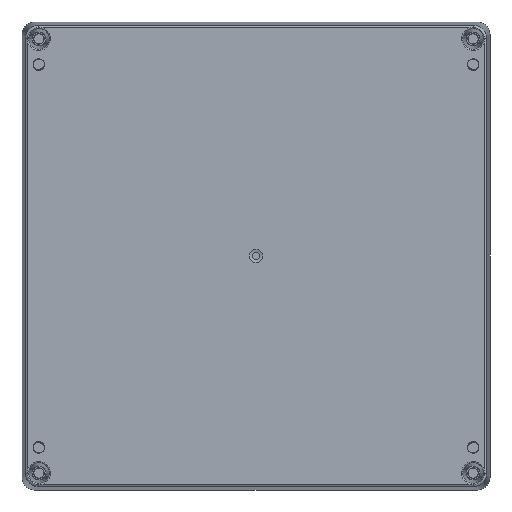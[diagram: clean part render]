
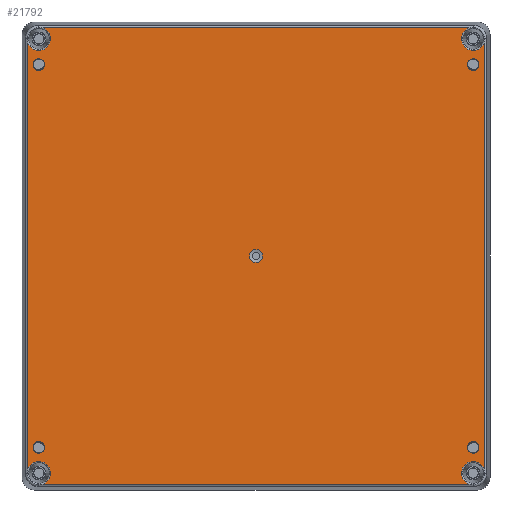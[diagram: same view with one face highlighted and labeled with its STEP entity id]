
A CAD part, front view. The second image highlights one B-rep face of the part: STEP entity #21792.
In plain terms, the highlighted planar face has unit normal (0, -1, 0).
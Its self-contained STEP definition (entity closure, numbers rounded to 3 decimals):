
#868=FACE_BOUND('',#7003,.T.);
#869=FACE_BOUND('',#7004,.T.);
#870=FACE_BOUND('',#7005,.T.);
#871=FACE_BOUND('',#7006,.T.);
#872=FACE_BOUND('',#7007,.T.);
#2092=LINE('',#32027,#3701);
#2094=LINE('',#32151,#3703);
#2097=LINE('',#32290,#3706);
#2098=LINE('',#32368,#3707);
#3701=VECTOR('',#25688,10.);
#3703=VECTOR('',#25706,10.);
#3706=VECTOR('',#25725,10.);
#3707=VECTOR('',#25736,10.);
#5079=PLANE('',#23372);
#5646=FACE_OUTER_BOUND('',#7002,.T.);
#7002=EDGE_LOOP('',(#15395,#15396,#15397,#15398,#15399,#15400,#15401,#15402,
#15403,#15404));
#7003=EDGE_LOOP('',(#15405));
#7004=EDGE_LOOP('',(#15406));
#7005=EDGE_LOOP('',(#15407));
#7006=EDGE_LOOP('',(#15408));
#7007=EDGE_LOOP('',(#15409));
#8424=CIRCLE('',#23306,2.5);
#8449=CIRCLE('',#23347,4.493);
#8453=CIRCLE('',#23354,4.493);
#8455=CIRCLE('',#23356,4.493);
#8458=CIRCLE('',#23362,4.493);
#8462=CIRCLE('',#23369,4.493);
#8464=CIRCLE('',#23371,4.493);
#8465=CIRCLE('',#23373,2.262);
#8466=CIRCLE('',#23374,2.262);
#8467=CIRCLE('',#23375,2.262);
#8468=CIRCLE('',#23376,2.262);
#9632=VERTEX_POINT('',#31828);
#9658=VERTEX_POINT('',#31909);
#9659=VERTEX_POINT('',#31918);
#9663=VERTEX_POINT('',#32026);
#9666=VERTEX_POINT('',#32041);
#9667=VERTEX_POINT('',#32044);
#9670=VERTEX_POINT('',#32150);
#9674=VERTEX_POINT('',#32166);
#9675=VERTEX_POINT('',#32175);
#9680=VERTEX_POINT('',#32292);
#9681=VERTEX_POINT('',#32295);
#9683=VERTEX_POINT('',#32369);
#9684=VERTEX_POINT('',#32371);
#9685=VERTEX_POINT('',#32373);
#9686=VERTEX_POINT('',#32375);
#11837=EDGE_CURVE('',#9632,#9632,#8424,.T.);
#11874=EDGE_CURVE('',#9658,#9659,#8449,.T.);
#11880=EDGE_CURVE('',#9659,#9663,#2092,.T.);
#11884=EDGE_CURVE('',#9663,#9666,#8453,.T.);
#11886=EDGE_CURVE('',#9666,#9667,#8455,.T.);
#11891=EDGE_CURVE('',#9667,#9670,#2094,.T.);
#11896=EDGE_CURVE('',#9674,#9675,#8458,.T.);
#11905=EDGE_CURVE('',#9675,#9658,#2097,.T.);
#11906=EDGE_CURVE('',#9670,#9680,#8462,.T.);
#11908=EDGE_CURVE('',#9680,#9681,#8464,.T.);
#11911=EDGE_CURVE('',#9681,#9674,#2098,.T.);
#11912=EDGE_CURVE('',#9683,#9683,#8465,.F.);
#11913=EDGE_CURVE('',#9684,#9684,#8466,.F.);
#11914=EDGE_CURVE('',#9685,#9685,#8467,.F.);
#11915=EDGE_CURVE('',#9686,#9686,#8468,.F.);
#15395=ORIENTED_EDGE('',*,*,#11874,.F.);
#15396=ORIENTED_EDGE('',*,*,#11905,.F.);
#15397=ORIENTED_EDGE('',*,*,#11896,.F.);
#15398=ORIENTED_EDGE('',*,*,#11911,.F.);
#15399=ORIENTED_EDGE('',*,*,#11908,.F.);
#15400=ORIENTED_EDGE('',*,*,#11906,.F.);
#15401=ORIENTED_EDGE('',*,*,#11891,.F.);
#15402=ORIENTED_EDGE('',*,*,#11886,.F.);
#15403=ORIENTED_EDGE('',*,*,#11884,.F.);
#15404=ORIENTED_EDGE('',*,*,#11880,.F.);
#15405=ORIENTED_EDGE('',*,*,#11837,.T.);
#15406=ORIENTED_EDGE('',*,*,#11912,.T.);
#15407=ORIENTED_EDGE('',*,*,#11913,.T.);
#15408=ORIENTED_EDGE('',*,*,#11914,.T.);
#15409=ORIENTED_EDGE('',*,*,#11915,.T.);
#21792=ADVANCED_FACE('',(#5646,#868,#869,#870,#871,#872),#5079,.T.);
#23306=AXIS2_PLACEMENT_3D('',#31829,#25586,#25587);
#23347=AXIS2_PLACEMENT_3D('',#31919,#25678,#25679);
#23354=AXIS2_PLACEMENT_3D('',#32042,#25694,#25695);
#23356=AXIS2_PLACEMENT_3D('',#32045,#25698,#25699);
#23362=AXIS2_PLACEMENT_3D('',#32176,#25712,#25713);
#23369=AXIS2_PLACEMENT_3D('',#32293,#25728,#25729);
#23371=AXIS2_PLACEMENT_3D('',#32296,#25732,#25733);
#23372=AXIS2_PLACEMENT_3D('',#32367,#25734,#25735);
#23373=AXIS2_PLACEMENT_3D('',#32370,#25737,#25738);
#23374=AXIS2_PLACEMENT_3D('',#32372,#25739,#25740);
#23375=AXIS2_PLACEMENT_3D('',#32374,#25741,#25742);
#23376=AXIS2_PLACEMENT_3D('',#32376,#25743,#25744);
#25586=DIRECTION('center_axis',(0.,1.,0.));
#25587=DIRECTION('ref_axis',(-1.,0.,0.));
#25678=DIRECTION('center_axis',(0.,-1.,0.));
#25679=DIRECTION('ref_axis',(-1.,0.,0.));
#25688=DIRECTION('',(0.,0.,1.));
#25694=DIRECTION('center_axis',(0.,-1.,0.));
#25695=DIRECTION('ref_axis',(-1.,0.,0.));
#25698=DIRECTION('center_axis',(0.,-1.,0.));
#25699=DIRECTION('ref_axis',(-1.,0.,0.));
#25706=DIRECTION('',(1.,0.,0.));
#25712=DIRECTION('center_axis',(0.,-1.,0.));
#25713=DIRECTION('ref_axis',(1.,0.,0.));
#25725=DIRECTION('',(-1.,0.,0.));
#25728=DIRECTION('center_axis',(0.,-1.,0.));
#25729=DIRECTION('ref_axis',(1.,0.,0.));
#25732=DIRECTION('center_axis',(0.,-1.,0.));
#25733=DIRECTION('ref_axis',(1.,0.,0.));
#25734=DIRECTION('center_axis',(0.,-1.,0.));
#25735=DIRECTION('ref_axis',(0.,0.,-1.));
#25736=DIRECTION('',(0.,0.,-1.));
#25737=DIRECTION('center_axis',(0.,-1.,0.));
#25738=DIRECTION('ref_axis',(1.,0.,0.));
#25739=DIRECTION('center_axis',(0.,-1.,0.));
#25740=DIRECTION('ref_axis',(-1.,0.,0.));
#25741=DIRECTION('center_axis',(0.,-1.,0.));
#25742=DIRECTION('ref_axis',(1.,0.,0.));
#25743=DIRECTION('center_axis',(0.,-1.,0.));
#25744=DIRECTION('ref_axis',(-1.,0.,0.));
#31828=CARTESIAN_POINT('',(2.5,-75.1,0.));
#31829=CARTESIAN_POINT('Origin',(0.,-75.1,0.));
#31909=CARTESIAN_POINT('',(-81.921,-75.1,-87.706));
#31918=CARTESIAN_POINT('',(-87.706,-75.1,-81.921));
#31919=CARTESIAN_POINT('Origin',(-83.5,-75.1,-83.5));
#32026=CARTESIAN_POINT('',(-87.706,-75.1,81.921));
#32027=CARTESIAN_POINT('',(-87.706,-75.1,-45.));
#32041=CARTESIAN_POINT('',(-83.5,-75.1,79.007));
#32042=CARTESIAN_POINT('Origin',(-83.5,-75.1,83.5));
#32044=CARTESIAN_POINT('',(-81.921,-75.1,87.706));
#32045=CARTESIAN_POINT('Origin',(-83.5,-75.1,83.5));
#32150=CARTESIAN_POINT('',(81.921,-75.1,87.706));
#32151=CARTESIAN_POINT('',(-45.,-75.1,87.706));
#32166=CARTESIAN_POINT('',(87.706,-75.1,-81.921));
#32175=CARTESIAN_POINT('',(81.921,-75.1,-87.706));
#32176=CARTESIAN_POINT('Origin',(83.5,-75.1,-83.5));
#32290=CARTESIAN_POINT('',(45.,-75.1,-87.706));
#32292=CARTESIAN_POINT('',(83.5,-75.1,79.007));
#32293=CARTESIAN_POINT('Origin',(83.5,-75.1,83.5));
#32295=CARTESIAN_POINT('',(87.706,-75.1,81.921));
#32296=CARTESIAN_POINT('Origin',(83.5,-75.1,83.5));
#32367=CARTESIAN_POINT('Origin',(0.,-75.1,0.));
#32368=CARTESIAN_POINT('',(87.706,-75.1,45.));
#32369=CARTESIAN_POINT('',(81.238,-75.1,73.6));
#32370=CARTESIAN_POINT('Origin',(83.5,-75.1,73.6));
#32371=CARTESIAN_POINT('',(-81.238,-75.1,73.6));
#32372=CARTESIAN_POINT('Origin',(-83.5,-75.1,73.6));
#32373=CARTESIAN_POINT('',(81.238,-75.1,-73.6));
#32374=CARTESIAN_POINT('Origin',(83.5,-75.1,-73.6));
#32375=CARTESIAN_POINT('',(-81.238,-75.1,-73.6));
#32376=CARTESIAN_POINT('Origin',(-83.5,-75.1,-73.6));
